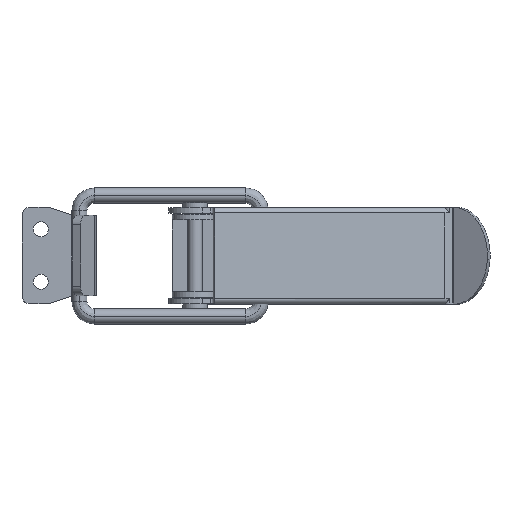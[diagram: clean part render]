
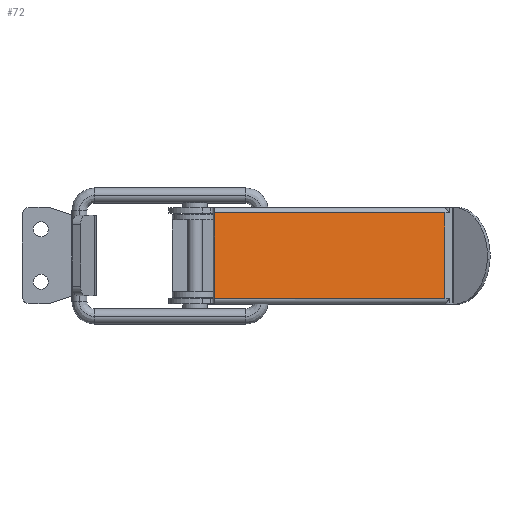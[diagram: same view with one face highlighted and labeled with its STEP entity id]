
A CAD part, top view. The second image highlights one B-rep face of the part: STEP entity #72.
In plain terms, the highlighted planar face has unit normal (0.24, 0, 0.971).
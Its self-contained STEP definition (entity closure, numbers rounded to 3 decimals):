
#72=ADVANCED_FACE('',(#204),#2111,.T.);
#204=FACE_OUTER_BOUND('',#340,.T.);
#340=EDGE_LOOP('',(#584,#585,#586,#587));
#584=ORIENTED_EDGE('',*,*,#1193,.T.);
#585=ORIENTED_EDGE('',*,*,#1197,.F.);
#586=ORIENTED_EDGE('',*,*,#1177,.F.);
#587=ORIENTED_EDGE('',*,*,#1180,.F.);
#1177=EDGE_CURVE('',#1928,#1927,#1475,.T.);
#1180=EDGE_CURVE('',#1930,#1928,#1478,.T.);
#1193=EDGE_CURVE('',#1930,#1931,#1482,.T.);
#1197=EDGE_CURVE('',#1927,#1931,#1486,.T.);
#1475=B_SPLINE_CURVE_WITH_KNOTS('',1,(#3260,#3261),.UNSPECIFIED.,.F.,.F.,
(2,2),(1.4,24.1),.UNSPECIFIED.);
#1478=B_SPLINE_CURVE_WITH_KNOTS('',1,(#3266,#3267),.UNSPECIFIED.,.F.,.F.,
(2,2),(0.,62.699),.UNSPECIFIED.);
#1482=B_SPLINE_CURVE_WITH_KNOTS('',1,(#3300,#3301),.UNSPECIFIED.,.F.,.F.,
(2,2),(-29.594,-6.894),.UNSPECIFIED.);
#1486=B_SPLINE_CURVE_WITH_KNOTS('',1,(#3308,#3309),.UNSPECIFIED.,.F.,.F.,
(2,2),(0.,62.699),.UNSPECIFIED.);
#1927=VERTEX_POINT('',#3079);
#1928=VERTEX_POINT('',#3080);
#1930=VERTEX_POINT('',#3082);
#1931=VERTEX_POINT('',#3083);
#2111=PLANE('',#2327);
#2327=AXIS2_PLACEMENT_3D('',#2915,#2564,$);
#2564=DIRECTION('',(0.24,0.,0.971));
#2915=CARTESIAN_POINT('',(-6.413,-2.562,16.636));
#3079=CARTESIAN_POINT('',(-0.106,24.1,15.074));
#3080=CARTESIAN_POINT('',(-0.106,1.4,15.074));
#3082=CARTESIAN_POINT('',(60.757,1.4,0.008));
#3083=CARTESIAN_POINT('',(60.757,24.1,0.008));
#3260=CARTESIAN_POINT('',(-0.106,1.4,15.074));
#3261=CARTESIAN_POINT('',(-0.106,24.1,15.074));
#3266=CARTESIAN_POINT('',(60.757,1.4,0.008));
#3267=CARTESIAN_POINT('',(-0.106,1.4,15.074));
#3300=CARTESIAN_POINT('',(60.757,1.4,0.008));
#3301=CARTESIAN_POINT('',(60.757,24.1,0.008));
#3308=CARTESIAN_POINT('',(-0.106,24.1,15.074));
#3309=CARTESIAN_POINT('',(60.757,24.1,0.008));
